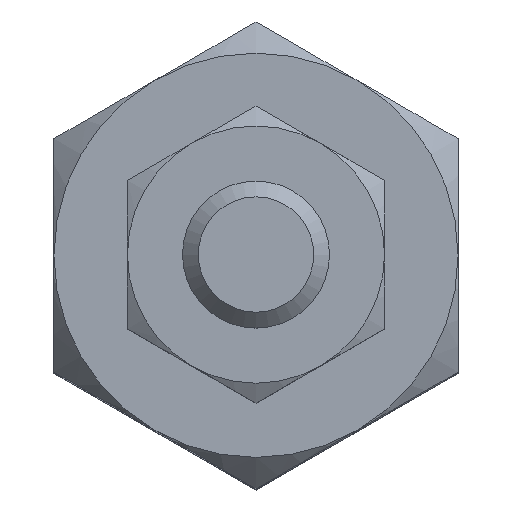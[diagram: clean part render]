
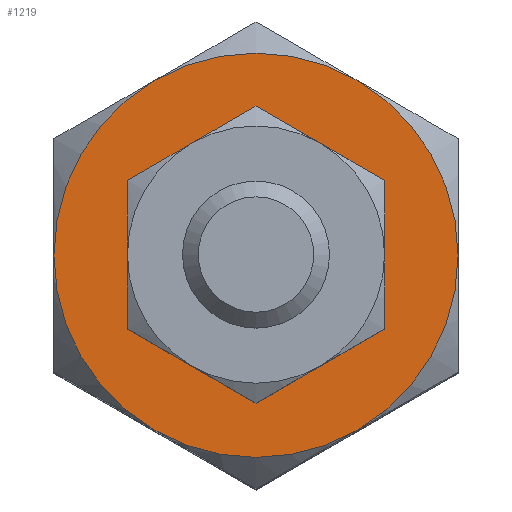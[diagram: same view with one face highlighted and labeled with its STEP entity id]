
A CAD part, top view. The second image highlights one B-rep face of the part: STEP entity #1219.
In plain terms, the highlighted planar face has unit normal (0, 0, 1).
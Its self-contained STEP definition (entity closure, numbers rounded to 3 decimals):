
#32=PLANE('',#1351);
#309=ORIENTED_EDGE('',*,*,#651,.F.);
#310=ORIENTED_EDGE('',*,*,#647,.F.);
#311=ORIENTED_EDGE('',*,*,#645,.F.);
#312=ORIENTED_EDGE('',*,*,#659,.F.);
#313=ORIENTED_EDGE('',*,*,#656,.F.);
#314=ORIENTED_EDGE('',*,*,#653,.F.);
#315=ORIENTED_EDGE('',*,*,#663,.T.);
#645=EDGE_CURVE('',#824,#823,#927,.T.);
#647=EDGE_CURVE('',#823,#826,#928,.T.);
#651=EDGE_CURVE('',#826,#828,#929,.T.);
#653=EDGE_CURVE('',#828,#830,#930,.T.);
#656=EDGE_CURVE('',#830,#832,#931,.T.);
#659=EDGE_CURVE('',#832,#824,#932,.T.);
#663=EDGE_CURVE('',#836,#836,#935,.T.);
#823=VERTEX_POINT('',#1846);
#824=VERTEX_POINT('',#1851);
#826=VERTEX_POINT('',#1860);
#828=VERTEX_POINT('',#1873);
#830=VERTEX_POINT('',#1886);
#832=VERTEX_POINT('',#1898);
#836=VERTEX_POINT('',#1924);
#927=CIRCLE('',#1334,5.5);
#928=CIRCLE('',#1336,5.5);
#929=CIRCLE('',#1338,5.5);
#930=CIRCLE('',#1340,5.5);
#931=CIRCLE('',#1342,5.5);
#932=CIRCLE('',#1344,5.5);
#935=CIRCLE('',#1350,3.);
#993=EDGE_LOOP('',(#309,#310,#311,#312,#313,#314));
#994=EDGE_LOOP('',(#315));
#1105=FACE_BOUND('',#993,.T.);
#1106=FACE_BOUND('',#994,.T.);
#1219=ADVANCED_FACE('',(#1105,#1106),#32,.F.);
#1334=AXIS2_PLACEMENT_3D('',#1852,#1498,#1499);
#1336=AXIS2_PLACEMENT_3D('',#1859,#1502,#1503);
#1338=AXIS2_PLACEMENT_3D('',#1878,#1506,#1507);
#1340=AXIS2_PLACEMENT_3D('',#1885,#1510,#1511);
#1342=AXIS2_PLACEMENT_3D('',#1897,#1514,#1515);
#1344=AXIS2_PLACEMENT_3D('',#1910,#1518,#1519);
#1350=AXIS2_PLACEMENT_3D('',#1923,#1530,#1531);
#1351=AXIS2_PLACEMENT_3D('',#1925,#1532,#1533);
#1498=DIRECTION('',(0.,0.,-1.));
#1499=DIRECTION('',(-1.,0.,0.));
#1502=DIRECTION('',(0.,0.,-1.));
#1503=DIRECTION('',(-1.,0.,0.));
#1506=DIRECTION('',(0.,0.,-1.));
#1507=DIRECTION('',(-1.,0.,0.));
#1510=DIRECTION('',(0.,0.,-1.));
#1511=DIRECTION('',(-1.,0.,0.));
#1514=DIRECTION('',(0.,0.,-1.));
#1515=DIRECTION('',(-1.,0.,0.));
#1518=DIRECTION('',(0.,0.,-1.));
#1519=DIRECTION('',(-1.,0.,0.));
#1530=DIRECTION('',(0.,0.,-1.));
#1531=DIRECTION('',(-1.,0.,0.));
#1532=DIRECTION('',(0.,0.,-1.));
#1533=DIRECTION('',(-1.,0.,0.));
#1846=CARTESIAN_POINT('',(-5.5,0.,-3.));
#1851=CARTESIAN_POINT('',(-2.75,-4.763,-3.));
#1852=CARTESIAN_POINT('',(0.,0.,-3.));
#1859=CARTESIAN_POINT('',(0.,0.,-3.));
#1860=CARTESIAN_POINT('',(-2.75,4.763,-3.));
#1873=CARTESIAN_POINT('',(2.75,4.763,-3.));
#1878=CARTESIAN_POINT('',(0.,0.,-3.));
#1885=CARTESIAN_POINT('',(0.,0.,-3.));
#1886=CARTESIAN_POINT('',(5.5,0.,-3.));
#1897=CARTESIAN_POINT('',(0.,0.,-3.));
#1898=CARTESIAN_POINT('',(2.75,-4.763,-3.));
#1910=CARTESIAN_POINT('',(0.,0.,-3.));
#1923=CARTESIAN_POINT('',(0.,0.,-3.));
#1924=CARTESIAN_POINT('',(-3.,0.,-3.));
#1925=CARTESIAN_POINT('',(0.,3.,-3.));
